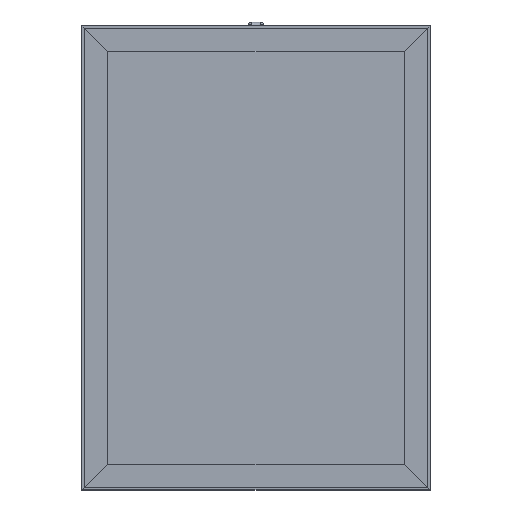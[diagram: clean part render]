
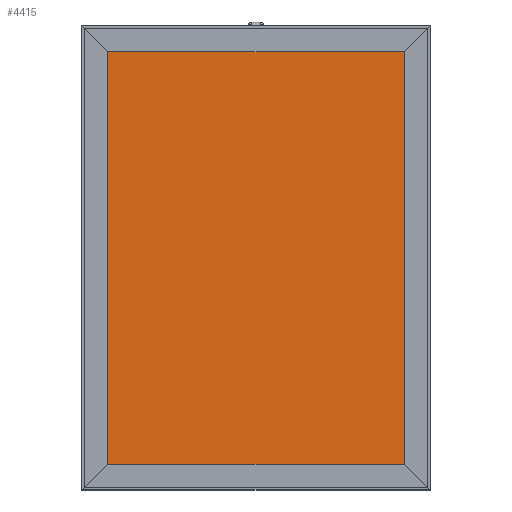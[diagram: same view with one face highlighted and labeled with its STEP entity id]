
A CAD part, top view. The second image highlights one B-rep face of the part: STEP entity #4415.
In plain terms, the highlighted planar face has unit normal (0, 0, 1).
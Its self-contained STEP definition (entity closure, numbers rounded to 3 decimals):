
#4062=DIRECTION('',(1.,0.,0.));
#4063=VECTOR('',#4062,511.);
#4064=CARTESIAN_POINT('',(-255.5,355.5,5.));
#4065=LINE('',#4064,#4063);
#4066=DIRECTION('',(0.,-1.,0.));
#4067=VECTOR('',#4066,711.);
#4068=CARTESIAN_POINT('',(255.5,355.5,5.));
#4069=LINE('',#4068,#4067);
#4070=DIRECTION('',(-1.,0.,0.));
#4071=VECTOR('',#4070,511.);
#4072=CARTESIAN_POINT('',(255.5,-355.5,5.));
#4073=LINE('',#4072,#4071);
#4074=DIRECTION('',(0.,1.,0.));
#4075=VECTOR('',#4074,711.);
#4076=CARTESIAN_POINT('',(-255.5,-355.5,5.));
#4077=LINE('',#4076,#4075);
#4144=CARTESIAN_POINT('',(255.5,355.5,5.));
#4145=VERTEX_POINT('',#4144);
#4146=CARTESIAN_POINT('',(-255.5,355.5,5.));
#4147=VERTEX_POINT('',#4146);
#4178=CARTESIAN_POINT('',(-255.5,-355.5,5.));
#4179=VERTEX_POINT('',#4178);
#4182=CARTESIAN_POINT('',(255.5,-355.5,5.));
#4183=VERTEX_POINT('',#4182);
#4402=CARTESIAN_POINT('',(0.,0.,5.));
#4403=DIRECTION('',(0.,0.,1.));
#4404=DIRECTION('',(0.,-1.,0.));
#4405=AXIS2_PLACEMENT_3D('',#4402,#4403,#4404);
#4406=PLANE('',#4405);
#4407=ORIENTED_EDGE('',*,*,#4246,.T.);
#4409=ORIENTED_EDGE('',*,*,#4408,.T.);
#4411=ORIENTED_EDGE('',*,*,#4410,.T.);
#4412=ORIENTED_EDGE('',*,*,#4393,.T.);
#4413=EDGE_LOOP('',(#4407,#4409,#4411,#4412));
#4414=FACE_OUTER_BOUND('',#4413,.F.);
#4415=ADVANCED_FACE('',(#4414),#4406,.T.);
#4246=EDGE_CURVE('',#4147,#4145,#4065,.T.);
#4393=EDGE_CURVE('',#4179,#4147,#4077,.T.);
#4408=EDGE_CURVE('',#4145,#4183,#4069,.T.);
#4410=EDGE_CURVE('',#4183,#4179,#4073,.T.);
